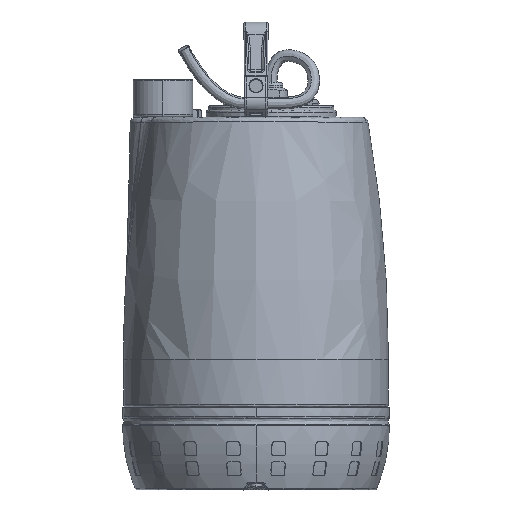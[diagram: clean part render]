
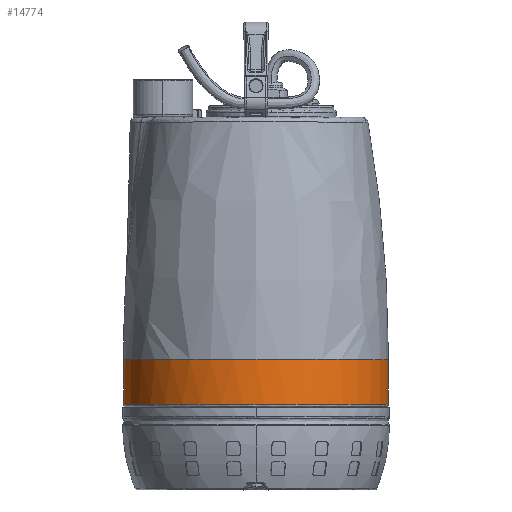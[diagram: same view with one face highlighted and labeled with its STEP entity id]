
A CAD part, top view. The second image highlights one B-rep face of the part: STEP entity #14774.
In plain terms, the highlighted cylindrical face has radius 113.25 mm (diameter 226.5 mm), a partial arc.
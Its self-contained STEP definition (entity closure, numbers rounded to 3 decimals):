
#2320 = CARTESIAN_POINT ( 'NONE',  ( 35.863, -11.707, 98.282 ) ) ;
#3872 = CARTESIAN_POINT ( 'NONE',  ( -35.717, -11.707, 112.52 ) ) ;
#4401 = CARTESIAN_POINT ( 'NONE',  ( -28.305, -11.707, 113.25 ) ) ;
#4914 = CARTESIAN_POINT ( 'NONE',  ( 91.627, -11.707, 14.824 ) ) ;
#8373 = ORIENTED_EDGE ( 'NONE', *, *, #64735, .F. ) ;
#9827 = VERTEX_POINT ( 'NONE', #89457 ) ;
#10176 = CARTESIAN_POINT ( 'NONE',  ( -130.521, -11.707, 29.364 ) ) ;
#11735 = CARTESIAN_POINT ( 'NONE',  ( -134.143, -11.707, 7.412 ) ) ;
#14105 = LINE ( 'NONE', #69649, #75922 ) ;
#14774 = ADVANCED_FACE ( 'NONE', ( #37645 ), #69605, .T. ) ;
#14844 = CARTESIAN_POINT ( 'NONE',  ( 92.357, -11.707, 0. ) ) ;
#18287 = DIRECTION ( 'NONE',  ( 1., 0., 0. ) ) ;
#18560 = CARTESIAN_POINT ( 'NONE',  ( 86.573, -11.707, 36.491 ) ) ;
#20117 = CARTESIAN_POINT ( 'NONE',  ( 8.471, -11.707, 109.628 ) ) ;
#22478 = DIRECTION ( 'NONE',  ( 0., -1., 0. ) ) ;
#22497 = AXIS2_PLACEMENT_3D ( 'NONE', #29788, #61735, #36097 ) ;
#26416 = CARTESIAN_POINT ( 'NONE',  ( 77.389, -11.707, 56.755 ) ) ;
#27455 = CARTESIAN_POINT ( 'NONE',  ( -71.08, -11.707, 101.793 ) ) ;
#29021 = CARTESIAN_POINT ( 'NONE',  ( 92.357, -11.707, 7.412 ) ) ;
#29414 = EDGE_CURVE ( 'NONE', #56432, #72489, #98116, .T. ) ;
#29788 = CARTESIAN_POINT ( 'NONE',  ( -20.893, -13.439, 0. ) ) ;
#29963 = AXIS2_PLACEMENT_3D ( 'NONE', #90031, #82194, #18287 ) ;
#35336 = CARTESIAN_POINT ( 'NONE',  ( -119.175, -11.707, 56.755 ) ) ;
#35865 = CARTESIAN_POINT ( 'NONE',  ( -13.48, -11.707, 113.25 ) ) ;
#36097 = DIRECTION ( 'NONE',  ( 1., 0., 0. ) ) ;
#36380 = CARTESIAN_POINT ( 'NONE',  ( 53.946, -11.707, 85.321 ) ) ;
#36735 = ORIENTED_EDGE ( 'NONE', *, *, #49304, .T. ) ;
#37645 = FACE_OUTER_BOUND ( 'NONE', #56509, .T. ) ;
#38086 = DIRECTION ( 'NONE',  ( 0., -1., 0. ) ) ;
#42146 = CARTESIAN_POINT ( 'NONE',  ( -110.939, -11.707, 69.081 ) ) ;
#43705 = CARTESIAN_POINT ( 'NONE',  ( -95.731, -11.707, 85.321 ) ) ;
#49304 = EDGE_CURVE ( 'NONE', #9827, #56432, #90463, .T. ) ;
#49683 = VECTOR ( 'NONE', #38086, 1000. ) ;
#52083 = CARTESIAN_POINT ( 'NONE',  ( 15.598, -11.707, 107.466 ) ) ;
#55848 = EDGE_CURVE ( 'NONE', #9827, #91723, #101908, .T. ) ;
#56432 = VERTEX_POINT ( 'NONE', #101190 ) ;
#56509 = EDGE_LOOP ( 'NONE', ( #100153, #36735, #72921, #8373 ) ) ;
#58371 = CARTESIAN_POINT ( 'NONE',  ( 80.9, -11.707, 50.187 ) ) ;
#58887 = CARTESIAN_POINT ( 'NONE',  ( -128.359, -11.707, 36.491 ) ) ;
#59411 = CARTESIAN_POINT ( 'NONE',  ( -57.384, -11.707, 107.466 ) ) ;
#59930 = CARTESIAN_POINT ( 'NONE',  ( -106.214, -11.707, 74.839 ) ) ;
#61735 = DIRECTION ( 'NONE',  ( 0., -1., 0. ) ) ;
#64735 = EDGE_CURVE ( 'NONE', #91723, #72489, #14105, .T. ) ;
#65573 = CARTESIAN_POINT ( 'NONE',  ( 92.357, 26.561, 0. ) ) ;
#66249 = CARTESIAN_POINT ( 'NONE',  ( 64.428, -11.707, 74.839 ) ) ;
#69605 = CYLINDRICAL_SURFACE ( 'NONE', #22497, 113.25 ) ;
#69649 = CARTESIAN_POINT ( 'NONE',  ( 92.357, -13.439, 0. ) ) ;
#72489 = VERTEX_POINT ( 'NONE', #95292 ) ;
#72921 = ORIENTED_EDGE ( 'NONE', *, *, #29414, .T. ) ;
#74103 = CARTESIAN_POINT ( 'NONE',  ( -89.974, -11.707, 90.046 ) ) ;
#74256 = CARTESIAN_POINT ( 'NONE',  ( -134.143, -13.439, 0. ) ) ;
#75656 = CARTESIAN_POINT ( 'NONE',  ( -50.256, -11.707, 109.628 ) ) ;
#75922 = VECTOR ( 'NONE', #22478, 1000. ) ;
#81957 = CARTESIAN_POINT ( 'NONE',  ( -134.143, -11.707, 0. ) ) ;
#82194 = DIRECTION ( 'NONE',  ( 0., 1., 0. ) ) ;
#84028 = CARTESIAN_POINT ( 'NONE',  ( 29.294, -11.707, 101.793 ) ) ;
#89457 = CARTESIAN_POINT ( 'NONE',  ( -134.143, 26.561, 0. ) ) ;
#90031 = CARTESIAN_POINT ( 'NONE',  ( -20.893, 26.561, 0. ) ) ;
#90307 = CARTESIAN_POINT ( 'NONE',  ( 48.189, -11.707, 90.046 ) ) ;
#90463 = LINE ( 'NONE', #74256, #49683 ) ;
#90831 = CARTESIAN_POINT ( 'NONE',  ( -77.648, -11.707, 98.282 ) ) ;
#91723 = VERTEX_POINT ( 'NONE', #65573 ) ;
#91890 = CARTESIAN_POINT ( 'NONE',  ( -6.068, -11.707, 112.52 ) ) ;
#95292 = CARTESIAN_POINT ( 'NONE',  ( 92.357, -11.707, 0. ) ) ;
#98116 = B_SPLINE_CURVE_WITH_KNOTS ( 'NONE', 3,
 ( #81957, #11735, #99759, #10176, #58887, #99237, #35336, #42146, #59930, #43705, #74103, #90831, #27455, #59411, #75656, #3872, #4401, #35865, #91890, #20117, #52083, #84028, #2320, #90307, #36380, #66249, #98198, #26416, #58371, #18560, #100800, #4914, #29021, #14844 ),
 .UNSPECIFIED., .F., .F.,
 ( 4, 2, 2, 2, 2, 2, 2, 2, 2, 2, 2, 2, 2, 2, 2, 2, 4 ),
 ( 0., 0.063, 0.125, 0.188, 0.25, 0.313, 0.375, 0.438, 0.5, 0.563, 0.625, 0.688, 0.75, 0.813, 0.875, 0.938, 1. ),
 .UNSPECIFIED. ) ;
#98198 = CARTESIAN_POINT ( 'NONE',  ( 69.153, -11.707, 69.081 ) ) ;
#99237 = CARTESIAN_POINT ( 'NONE',  ( -122.686, -11.707, 50.187 ) ) ;
#99759 = CARTESIAN_POINT ( 'NONE',  ( -133.413, -11.707, 14.824 ) ) ;
#100153 = ORIENTED_EDGE ( 'NONE', *, *, #55848, .F. ) ;
#100800 = CARTESIAN_POINT ( 'NONE',  ( 88.735, -11.707, 29.364 ) ) ;
#101190 = CARTESIAN_POINT ( 'NONE',  ( -134.143, -11.707, 0. ) ) ;
#101908 = CIRCLE ( 'NONE', #29963, 113.25 ) ;
